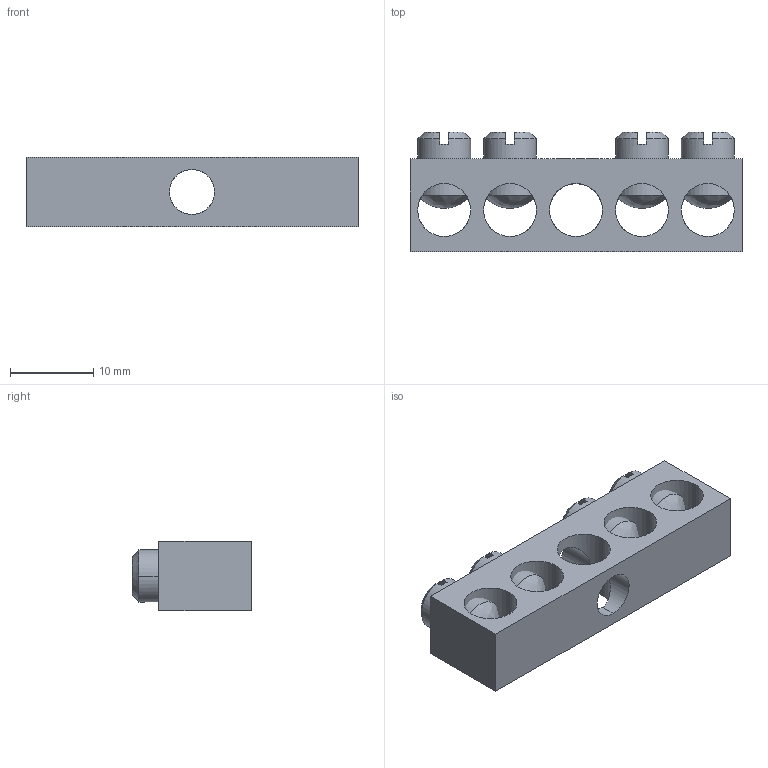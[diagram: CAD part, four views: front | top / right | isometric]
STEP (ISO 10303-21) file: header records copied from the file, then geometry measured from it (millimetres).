
FILE_DESCRIPTION (( 'STEP AP203' ), '1' );
FILE_NAME ('NA-402-1.step', '2023-11-15T15:13:51', ( '' ), ( '' ), 'SwSTEP 2.0', 'SolidWorks 2023', '' );
FILE_SCHEMA (( 'CONFIG_CONTROL_DESIGN' ));
Length unit declared in the file: inch
Products named in the file (1): NA-402-1
Bounding box: 39.88 x 14.35 x 8.4 mm (x, y, z)
Volume: 2984.6 mm3; surface area: 3249.7 mm2
Topology: 5 solids, 5 shells, 92 faces, 210 edges, 136 vertices
Faces by surface type: cylinder 38, plane 34, cone 12, bspline 8
Entity records: 3301 total; most frequent: CARTESIAN_POINT 1123, DIRECTION 432, ORIENTED_EDGE 420, EDGE_CURVE 210, AXIS2_PLACEMENT_3D 173, VERTEX_POINT 136, EDGE_LOOP 122, FACE_OUTER_BOUND 92
